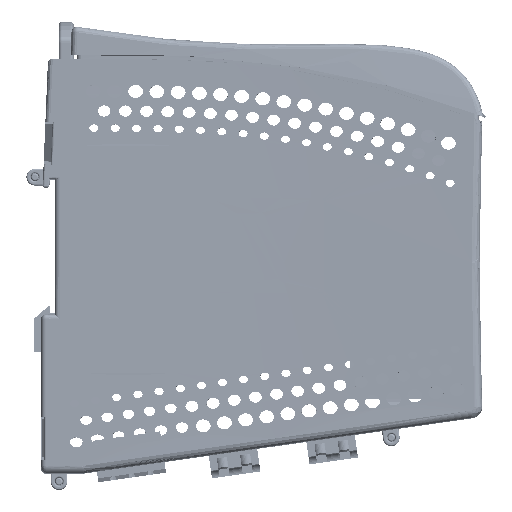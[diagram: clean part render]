
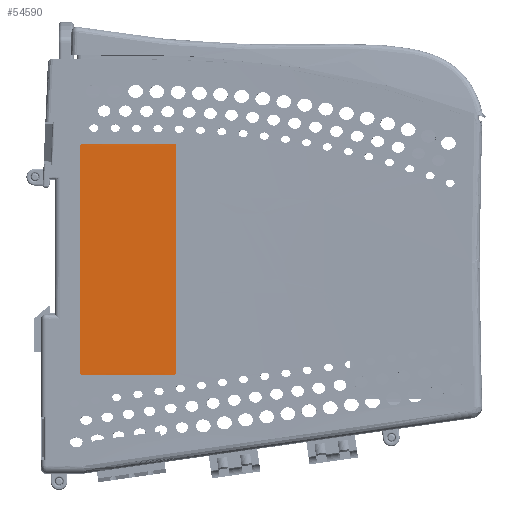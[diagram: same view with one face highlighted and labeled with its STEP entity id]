
A CAD part, top view. The second image highlights one B-rep face of the part: STEP entity #54590.
In plain terms, the highlighted cylindrical face has radius 3331.36 mm (diameter 6662.71 mm), a partial arc.
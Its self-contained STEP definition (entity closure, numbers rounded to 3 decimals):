
#54432 = VERTEX_POINT ( 'NONE', #155033 ) ;
#54435 = EDGE_CURVE ( 'NONE', #54437, #54432, #155029, .T. ) ;
#54437 = VERTEX_POINT ( 'NONE', #155027 ) ;
#54508 = VERTEX_POINT ( 'NONE', #155052 ) ;
#54512 = EDGE_CURVE ( 'NONE', #54508, #54531, #155048, .T. ) ;
#54522 = EDGE_CURVE ( 'NONE', #54540, #54557, #155142, .T. ) ;
#54531 = VERTEX_POINT ( 'NONE', #155117 ) ;
#54533 = EDGE_CURVE ( 'NONE', #54531, #54557, #155226, .T. ) ;
#54540 = VERTEX_POINT ( 'NONE', #155199 ) ;
#54542 = EDGE_CURVE ( 'NONE', #54432, #54540, #155194, .T. ) ;
#54557 = VERTEX_POINT ( 'NONE', #155165 ) ;
#54566 = ORIENTED_EDGE ( 'NONE', *, *, #54435, .T. ) ;
#54568 = ORIENTED_EDGE ( 'NONE', *, *, #54542, .T. ) ;
#54570 = ORIENTED_EDGE ( 'NONE', *, *, #54522, .T. ) ;
#54572 = ORIENTED_EDGE ( 'NONE', *, *, #54533, .F. ) ;
#54573 = ORIENTED_EDGE ( 'NONE', *, *, #54512, .F. ) ;
#54574 = ORIENTED_EDGE ( 'NONE', *, *, #54597, .F. ) ;
#54575 = ORIENTED_EDGE ( 'NONE', *, *, #54612, .T. ) ;
#54587 = EDGE_CURVE ( 'NONE', #54609, #54437, #155349, .T. ) ;
#54590 = ADVANCED_FACE ( 'NONE', ( #155343 ), #155335, .F. ) ;
#54591 = EDGE_LOOP ( 'NONE', ( #54592, #54566, #54568, #54570, #54572, #54573, #54574, #54575 ) ) ;
#54592 = ORIENTED_EDGE ( 'NONE', *, *, #54587, .T. ) ;
#54595 = VERTEX_POINT ( 'NONE', #155316 ) ;
#54597 = EDGE_CURVE ( 'NONE', #54595, #54508, #155311, .T. ) ;
#54609 = VERTEX_POINT ( 'NONE', #154811 ) ;
#54612 = EDGE_CURVE ( 'NONE', #54595, #54609, #154802, .T. ) ;
#154802 = B_SPLINE_CURVE_WITH_KNOTS ( 'NONE', 3,
 ( #155414, #155413, #155412, #155410, #155408, #155405 ),
 .UNSPECIFIED., .F., .F.,
 ( 4, 2, 4 ),
 ( 0.001, 0.001, 0.002 ),
 .UNSPECIFIED. ) ;
#154811 = CARTESIAN_POINT ( 'NONE',  ( 10.3, 86.4, -0.487 ) ) ;
#155016 = CARTESIAN_POINT ( 'NONE',  ( 10.9, 26., -0.485 ) ) ;
#155017 = CARTESIAN_POINT ( 'NONE',  ( 10.742, 26., -0.486 ) ) ;
#155018 = CARTESIAN_POINT ( 'NONE',  ( 10.586, 26.065, -0.486 ) ) ;
#155019 = CARTESIAN_POINT ( 'NONE',  ( 10.365, 26.287, -0.487 ) ) ;
#155020 = CARTESIAN_POINT ( 'NONE',  ( 10.3, 26.442, -0.487 ) ) ;
#155021 = CARTESIAN_POINT ( 'NONE',  ( 10.3, 26.6, -0.487 ) ) ;
#155027 = CARTESIAN_POINT ( 'NONE',  ( 10.3, 26.6, -0.487 ) ) ;
#155029 = B_SPLINE_CURVE_WITH_KNOTS ( 'NONE', 3,
 ( #155021, #155020, #155019, #155018, #155017, #155016 ),
 .UNSPECIFIED., .F., .F.,
 ( 4, 2, 4 ),
 ( 0., 0., 0.001 ),
 .UNSPECIFIED. ) ;
#155033 = CARTESIAN_POINT ( 'NONE',  ( 10.9, 26., -0.485 ) ) ;
#155048 = B_SPLINE_CURVE_WITH_KNOTS ( 'NONE', 3,
 ( #155162, #155160, #155158, #155156, #155154, #155152 ),
 .UNSPECIFIED., .F., .F.,
 ( 4, 2, 4 ),
 ( 0.003, 0.003, 0.004 ),
 .UNSPECIFIED. ) ;
#155052 = CARTESIAN_POINT ( 'NONE',  ( 35., 87., -0.326 ) ) ;
#155117 = CARTESIAN_POINT ( 'NONE',  ( 35.6, 86.4, -0.32 ) ) ;
#155127 = CARTESIAN_POINT ( 'NONE',  ( 35.6, 26.6, -0.32 ) ) ;
#155128 = CARTESIAN_POINT ( 'NONE',  ( 35.6, 26.442, -0.32 ) ) ;
#155129 = CARTESIAN_POINT ( 'NONE',  ( 35.535, 26.286, -0.321 ) ) ;
#155130 = CARTESIAN_POINT ( 'NONE',  ( 35.313, 26.065, -0.323 ) ) ;
#155131 = CARTESIAN_POINT ( 'NONE',  ( 35.158, 26., -0.325 ) ) ;
#155132 = CARTESIAN_POINT ( 'NONE',  ( 35., 26., -0.326 ) ) ;
#155142 = B_SPLINE_CURVE_WITH_KNOTS ( 'NONE', 3,
 ( #155132, #155131, #155130, #155129, #155128, #155127 ),
 .UNSPECIFIED., .F., .F.,
 ( 4, 2, 4 ),
 ( 0.003, 0.003, 0.004 ),
 .UNSPECIFIED. ) ;
#155152 = CARTESIAN_POINT ( 'NONE',  ( 35.6, 86.4, -0.32 ) ) ;
#155154 = CARTESIAN_POINT ( 'NONE',  ( 35.6, 86.558, -0.32 ) ) ;
#155156 = CARTESIAN_POINT ( 'NONE',  ( 35.535, 86.714, -0.321 ) ) ;
#155158 = CARTESIAN_POINT ( 'NONE',  ( 35.313, 86.935, -0.323 ) ) ;
#155160 = CARTESIAN_POINT ( 'NONE',  ( 35.158, 87., -0.325 ) ) ;
#155162 = CARTESIAN_POINT ( 'NONE',  ( 35., 87., -0.326 ) ) ;
#155165 = CARTESIAN_POINT ( 'NONE',  ( 35.6, 26.6, -0.32 ) ) ;
#155188 = DIRECTION ( 'NONE',  ( 0., 0., -1. ) ) ;
#155189 = DIRECTION ( 'NONE',  ( 0., -1., 0. ) ) ;
#155190 = CARTESIAN_POINT ( 'NONE',  ( 0.986, 26., 3330.857 ) ) ;
#155192 = AXIS2_PLACEMENT_3D ( 'NONE', #155190, #155189, #155188 ) ;
#155194 = CIRCLE ( 'NONE', #155192, 3331.357 ) ;
#155199 = CARTESIAN_POINT ( 'NONE',  ( 35., 26., -0.326 ) ) ;
#155221 = DIRECTION ( 'NONE',  ( 0., -1., 0. ) ) ;
#155223 = VECTOR ( 'NONE', #155221, 1000. ) ;
#155225 = CARTESIAN_POINT ( 'NONE',  ( 35.6, 0., -0.32 ) ) ;
#155226 = LINE ( 'NONE', #155225, #155223 ) ;
#155306 = DIRECTION ( 'NONE',  ( 0., 0., -1. ) ) ;
#155307 = DIRECTION ( 'NONE',  ( 0., -1., 0. ) ) ;
#155308 = CARTESIAN_POINT ( 'NONE',  ( 0.986, 87., 3330.857 ) ) ;
#155309 = AXIS2_PLACEMENT_3D ( 'NONE', #155308, #155307, #155306 ) ;
#155311 = CIRCLE ( 'NONE', #155309, 3331.357 ) ;
#155316 = CARTESIAN_POINT ( 'NONE',  ( 10.9, 87., -0.485 ) ) ;
#155328 = DIRECTION ( 'NONE',  ( 0., 0., 1. ) ) ;
#155330 = DIRECTION ( 'NONE',  ( 0., 1., 0. ) ) ;
#155332 = CARTESIAN_POINT ( 'NONE',  ( 0.986, 0., 3330.857 ) ) ;
#155333 = AXIS2_PLACEMENT_3D ( 'NONE', #155332, #155330, #155328 ) ;
#155335 = CYLINDRICAL_SURFACE ( 'NONE', #155333, 3331.357 ) ;
#155343 = FACE_OUTER_BOUND ( 'NONE', #54591, .T. ) ;
#155345 = DIRECTION ( 'NONE',  ( 0., -1., 0. ) ) ;
#155346 = VECTOR ( 'NONE', #155345, 1000. ) ;
#155348 = CARTESIAN_POINT ( 'NONE',  ( 10.3, 0., -0.487 ) ) ;
#155349 = LINE ( 'NONE', #155348, #155346 ) ;
#155405 = CARTESIAN_POINT ( 'NONE',  ( 10.3, 86.4, -0.487 ) ) ;
#155408 = CARTESIAN_POINT ( 'NONE',  ( 10.3, 86.557, -0.487 ) ) ;
#155410 = CARTESIAN_POINT ( 'NONE',  ( 10.364, 86.712, -0.487 ) ) ;
#155412 = CARTESIAN_POINT ( 'NONE',  ( 10.588, 86.936, -0.486 ) ) ;
#155413 = CARTESIAN_POINT ( 'NONE',  ( 10.743, 87., -0.486 ) ) ;
#155414 = CARTESIAN_POINT ( 'NONE',  ( 10.9, 87., -0.485 ) ) ;
